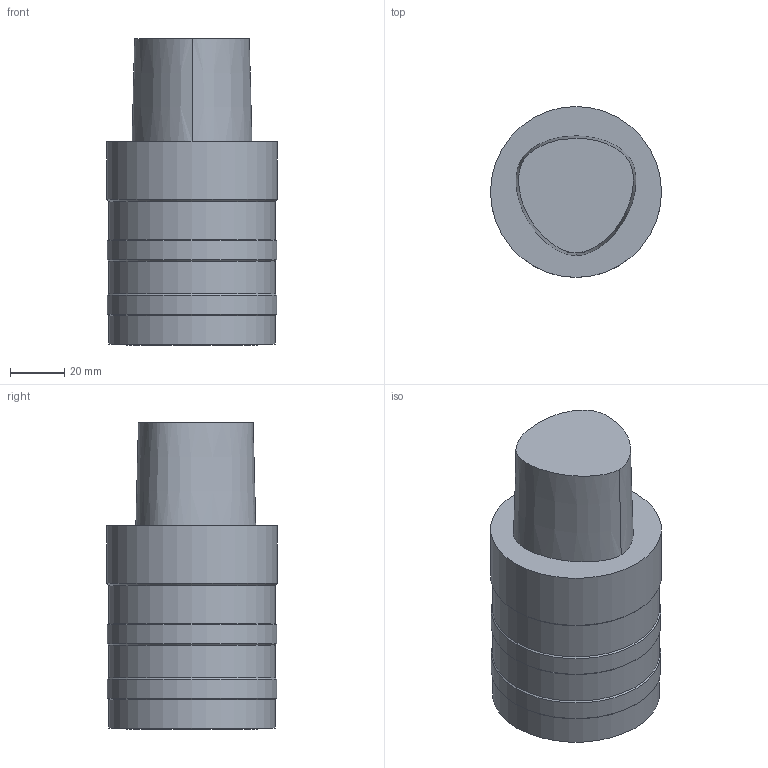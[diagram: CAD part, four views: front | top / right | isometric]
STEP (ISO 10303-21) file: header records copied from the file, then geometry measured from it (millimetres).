
FILE_DESCRIPTION((''),'1');
FILE_NAME('C6-TSL32-75.stp','2010-11-17T00:48:21',(''),(''),'Spatial Interop R18','Kubotek KeyCreator V8.5.1 (14335)',' ');
FILE_SCHEMA(('CONFIG_CONTROL_DESIGN'));
Length unit declared in the file: millimetre
Products named in the file (1): 1
Bounding box: 62.98 x 62.98 x 113 mm (x, y, z)
Volume: 281492.2 mm3; surface area: 25899.6 mm2
Topology: 1 solids, 1 shells, 19 faces, 35 edges, 19 vertices
Faces by surface type: cone 7, cylinder 6, plane 4, bspline 2
Full cylindrical faces by diameter (mm): 61.5 x3, 62.5 x2, 62.985 x1
Entity records: 653 total; most frequent: CARTESIAN_POINT 289, DIRECTION 69, ORIENTED_EDGE 44, AXIS2_PLACEMENT_3D 33, EDGE_LOOP 33, FACE_BOUND 26, EDGE_CURVE 22, ADVANCED_FACE 19
